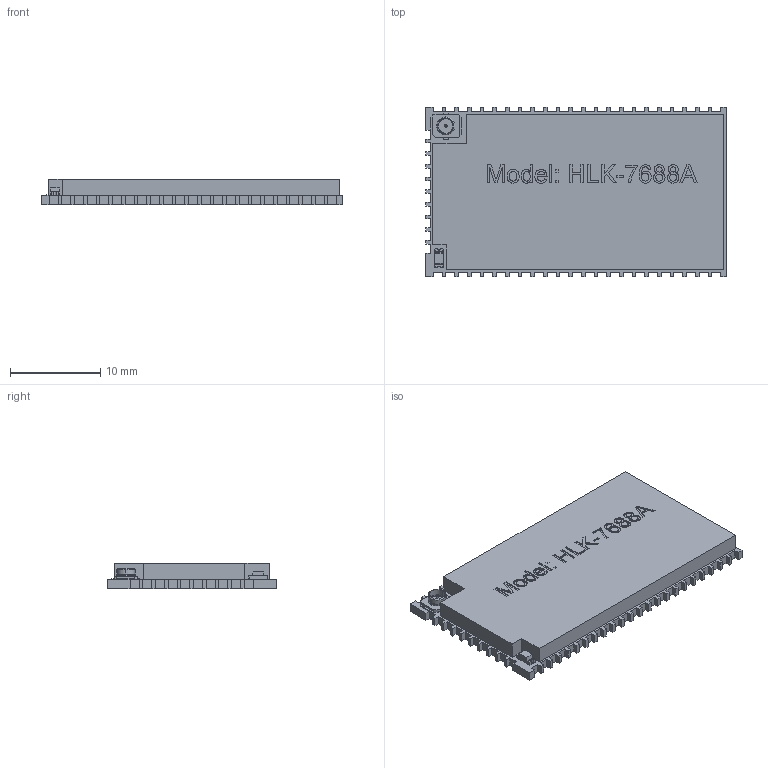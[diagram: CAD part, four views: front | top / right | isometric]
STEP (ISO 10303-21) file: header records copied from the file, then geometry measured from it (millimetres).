
FILE_DESCRIPTION (( 'STEP AP214' ), '1' );
FILE_NAME ('User Library-HLK- 7688A.STEP', '2019-09-18T18:18:29', ( '' ), ( '' ), 'SwSTEP 2.0', 'SolidWorks 2019', '' );
FILE_SCHEMA (( 'AUTOMOTIVE_DESIGN' ));
Length unit declared in the file: millimetre
Products named in the file (1): User Library-HLK- 7688A
Bounding box: 33.2 x 18.7 x 2.8 mm (x, y, z)
Volume: 701.1 mm3; surface area: 2817.4 mm2
Topology: 8 solids, 8 shells, 538 faces, 1469 edges, 976 vertices
Faces by surface type: plane 428, bspline 83, cylinder 19, cone 8
Entity records: 21236 total; most frequent: CARTESIAN_POINT 8031, ORIENTED_EDGE 2938, DIRECTION 2261, EDGE_CURVE 1469, LINE 1257, VECTOR 1257, VERTEX_POINT 976, EDGE_LOOP 567
